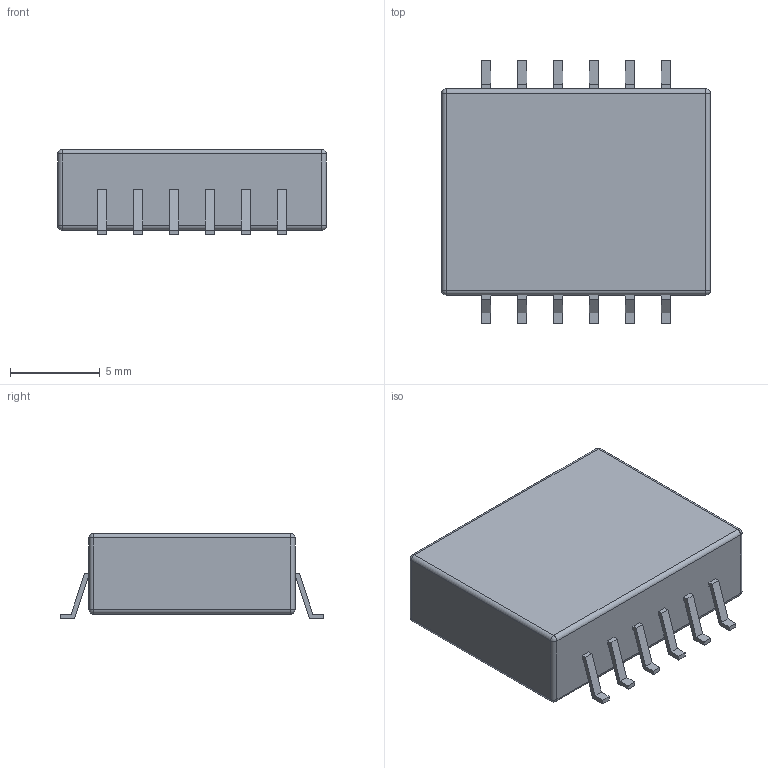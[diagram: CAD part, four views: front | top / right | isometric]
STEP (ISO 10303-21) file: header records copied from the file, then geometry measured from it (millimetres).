
FILE_DESCRIPTION(('CATIA V5 STEP Exchange'),'2;1');
FILE_NAME('HM2102NL.stp','2019-05-10T20:30:51+00:00',('none'),('none'),'CATIA Version 5 Release 21 GA (IN-10)','CATIA V5 STEP AP214 Edition 3','none');
FILE_SCHEMA(('AUTOMOTIVE_DESIGN { 1 0 10303 214 3 1 1 1 }'));
Length unit declared in the file: millimetre
Products named in the file (1): HM2102NL
Bounding box: 15 x 14.73 x 4.75 mm (x, y, z)
Volume: 779.6 mm3; surface area: 632.3 mm2
Topology: 13 solids, 13 shells, 146 faces, 344 edges, 216 vertices
Faces by surface type: plane 126, cylinder 12, sphere 8
Entity records: 3668 total; most frequent: ORIENTED_EDGE 672, CARTESIAN_POINT 614, DIRECTION 458, EDGE_CURVE 336, VECTOR 312, LINE 312, VERTEX_POINT 216, ADVANCED_FACE 146
